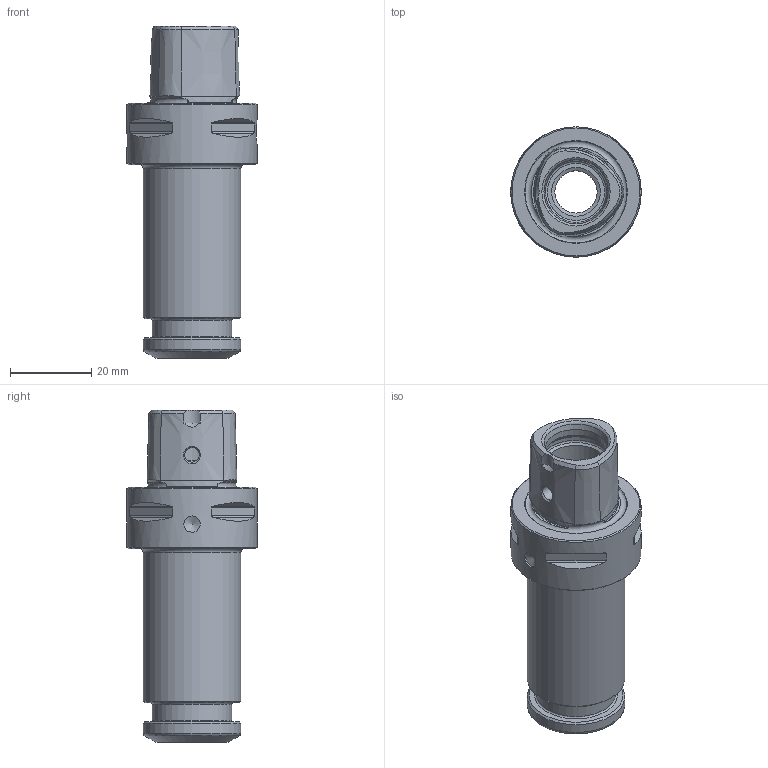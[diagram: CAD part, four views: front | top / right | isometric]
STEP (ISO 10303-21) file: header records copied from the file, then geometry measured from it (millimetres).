
FILE_DESCRIPTION(/* description */ (''),/* implementation_level */ '2;1');
FILE_NAME(/* name */ '280371520.stp',/* time_stamp */ '2021-01-12T12:38:36',/* author */ ('LRA'),/* organization */ ('REGO-FIX'),/* preprocessor_version */ ' Unknown',/* originating_system */ 'SIEMENS PLM Software Solid Edge ST10',/* authorization */ 'Unknown');
FILE_SCHEMA (('AUTOMOTIVE_DESIGN { 1 0 10303 214 2 1 1}'));
Length unit declared in the file: millimetre
Products named in the file (1): NOCUT
Bounding box: 32 x 32 x 81.5 mm (x, y, z)
Volume: 26476.6 mm3; surface area: 11414.6 mm2
Topology: 1 solids, 1 shells, 110 faces, 266 edges, 166 vertices
Faces by surface type: cone 56, plane 23, cylinder 21, torus 10
Full cylindrical faces by diameter (mm): 3.6 x1, 4 x1, 10.376 x2, 15 x3, 16.5 x1, 19.5 x1, 24 x2, 32 x1
Entity records: 3825 total; most frequent: CARTESIAN_POINT 753, DIRECTION 472, ORIENTED_EDGE 422, AXIS2_PLACEMENT_3D 212, EDGE_CURVE 211, FACE_BOUND 162, EDGE_LOOP 160, VERTEX_POINT 151
